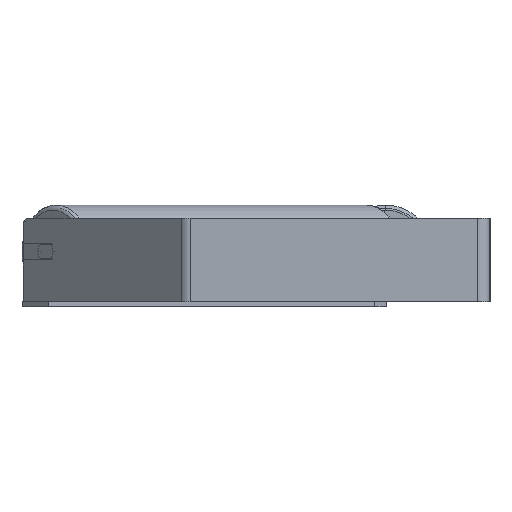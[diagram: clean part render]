
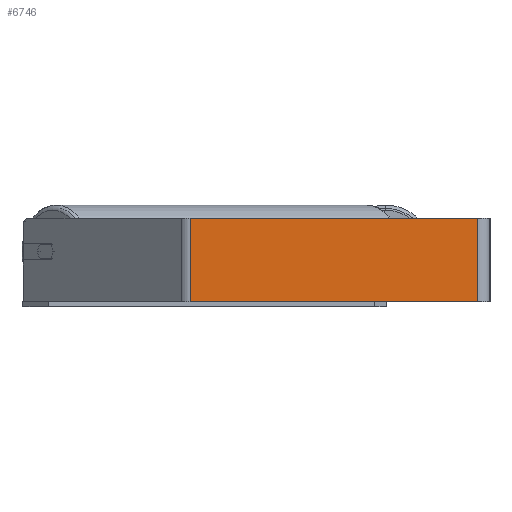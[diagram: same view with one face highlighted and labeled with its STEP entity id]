
A CAD part, left-side view. The second image highlights one B-rep face of the part: STEP entity #6746.
In plain terms, the highlighted planar face has unit normal (-1, 0, 0).
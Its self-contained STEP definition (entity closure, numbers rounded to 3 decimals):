
#225 = EDGE_LOOP ( 'NONE', ( #3243, #3135, #3668, #4151 ) ) ;
#346 = CARTESIAN_POINT ( 'NONE',  ( -700., 12., -40. ) ) ;
#977 = EDGE_CURVE ( 'NONE', #2188, #1224, #1080, .T. ) ;
#1078 = VECTOR ( 'NONE', #7669, 1000. ) ;
#1080 = LINE ( 'NONE', #3963, #1078 ) ;
#1224 = VERTEX_POINT ( 'NONE', #5141 ) ;
#1711 = VERTEX_POINT ( 'NONE', #346 ) ;
#2090 = DIRECTION ( 'NONE',  ( 0., -1., 0. ) ) ;
#2121 = LINE ( 'NONE', #5020, #3824 ) ;
#2188 = VERTEX_POINT ( 'NONE', #5855 ) ;
#2832 = DIRECTION ( 'NONE',  ( 0., -1., 0. ) ) ;
#3135 = ORIENTED_EDGE ( 'NONE', *, *, #4227, .F. ) ;
#3243 = ORIENTED_EDGE ( 'NONE', *, *, #6502, .T. ) ;
#3370 = FACE_OUTER_BOUND ( 'NONE', #225, .T. ) ;
#3570 = LINE ( 'NONE', #5695, #8406 ) ;
#3668 = ORIENTED_EDGE ( 'NONE', *, *, #5757, .F. ) ;
#3824 = VECTOR ( 'NONE', #6404, 1000. ) ;
#3883 = CARTESIAN_POINT ( 'NONE',  ( -700., 291.881, 40. ) ) ;
#3963 = CARTESIAN_POINT ( 'NONE',  ( -700., 286.911, 40. ) ) ;
#4151 = ORIENTED_EDGE ( 'NONE', *, *, #977, .T. ) ;
#4227 = EDGE_CURVE ( 'NONE', #4483, #1711, #2121, .T. ) ;
#4299 = LINE ( 'NONE', #6444, #6885 ) ;
#4483 = VERTEX_POINT ( 'NONE', #5481 ) ;
#4748 = DIRECTION ( 'NONE',  ( 1., 0., 0. ) ) ;
#5020 = CARTESIAN_POINT ( 'NONE',  ( -700., 12., 40. ) ) ;
#5141 = CARTESIAN_POINT ( 'NONE',  ( -700., 286.911, -40. ) ) ;
#5390 = AXIS2_PLACEMENT_3D ( 'NONE', #3883, #4748, #6925 ) ;
#5481 = CARTESIAN_POINT ( 'NONE',  ( -700., 12., 40. ) ) ;
#5695 = CARTESIAN_POINT ( 'NONE',  ( -700., 291.881, -40. ) ) ;
#5757 = EDGE_CURVE ( 'NONE', #2188, #4483, #4299, .T. ) ;
#5855 = CARTESIAN_POINT ( 'NONE',  ( -700., 286.911, 40. ) ) ;
#6404 = DIRECTION ( 'NONE',  ( 0., 0., -1. ) ) ;
#6444 = CARTESIAN_POINT ( 'NONE',  ( -700., 291.881, 40. ) ) ;
#6502 = EDGE_CURVE ( 'NONE', #1224, #1711, #3570, .T. ) ;
#6746 = ADVANCED_FACE ( 'NONE', ( #3370 ), #7500, .F. ) ;
#6885 = VECTOR ( 'NONE', #2832, 1000. ) ;
#6925 = DIRECTION ( 'NONE',  ( 0., 0., -1. ) ) ;
#7500 = PLANE ( 'NONE',  #5390 ) ;
#7669 = DIRECTION ( 'NONE',  ( 0., 0., -1. ) ) ;
#8406 = VECTOR ( 'NONE', #2090, 1000. ) ;
